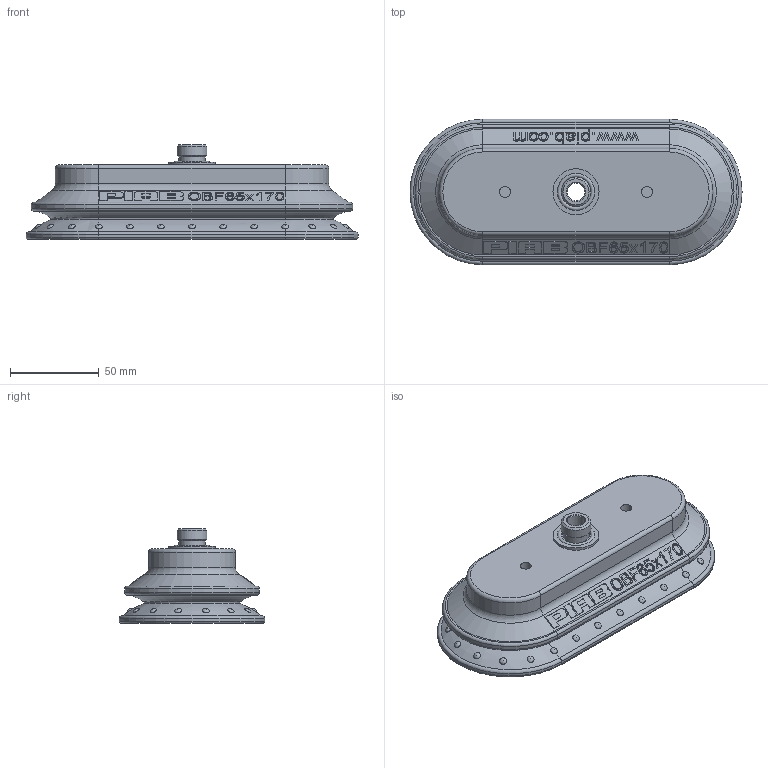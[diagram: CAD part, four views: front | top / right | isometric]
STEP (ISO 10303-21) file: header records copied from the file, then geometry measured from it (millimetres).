
FILE_DESCRIPTION( ( 'Unknown' ), '1' );
FILE_NAME( '0119129.stp', 'Unknown', ( 'Unknown' ), ( 'Unknown' ), 'PSStep 10.0', 'Unknown', ' ' );
FILE_SCHEMA( ( 'automotive_design' ) );
Length unit declared in the file: millimetre
Products named in the file (1): 1
Bounding box: 187 x 82 x 53.5 mm (x, y, z)
Volume: 262977.4 mm3; surface area: 56455.3 mm2
Topology: 1 solids, 1 shells, 463 faces, 1203 edges, 785 vertices
Faces by surface type: plane 238, extrusion 90, cylinder 61, torus 29, sphere 26, cone 11, bspline 8
Full cylindrical faces by diameter (mm): 6.2 x2, 10 x1, 14.8 x1, 16.66 x1, 21 x1, 26 x1
Entity records: 20265 total; most frequent: CARTESIAN_POINT 6201, ORIENTED_EDGE 2218, DIRECTION 1806, EDGE_CURVE 1109, VERTEX_POINT 733, VECTOR 708, LINE 618, EDGE_LOOP 550
